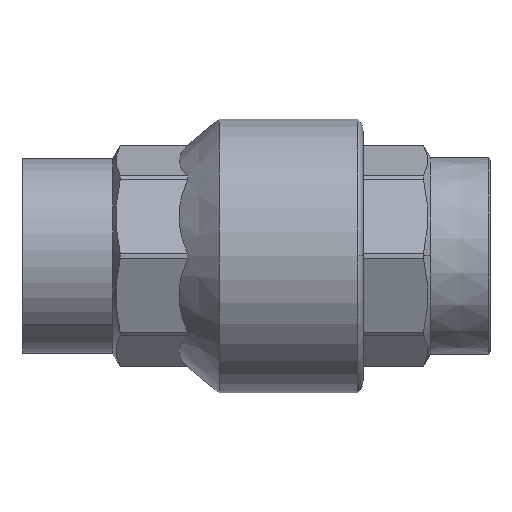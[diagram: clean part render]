
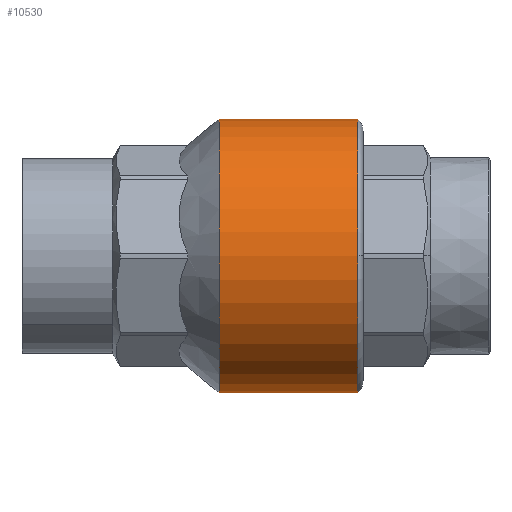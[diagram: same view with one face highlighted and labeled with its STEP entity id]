
A CAD part, top view. The second image highlights one B-rep face of the part: STEP entity #10530.
In plain terms, the highlighted cylindrical face has radius 17.25 mm (diameter 34.5 mm), a partial arc.
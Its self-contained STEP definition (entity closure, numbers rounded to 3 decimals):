
#3010=CARTESIAN_POINT('',(-18.662,17.25,0.)
);
#3020=VERTEX_POINT('',#3010);
#3050=CARTESIAN_POINT('',(-18.662,0.,
0.));
#3060=DIRECTION('',(1.,0.,0.));
#3070=DIRECTION('',(0.,-1.,0.));
#3080=AXIS2_PLACEMENT_3D('',#3050,#3060,#3070);
#3090=CIRCLE('',#3080,17.25);
#3100=CARTESIAN_POINT('',(-18.662,-17.25,0.));
#3110=VERTEX_POINT('',#3100);
#3120=EDGE_CURVE('',#3020,#3110,#3090,.T.);
#10180=CARTESIAN_POINT('',(-9.712,0.,0.));
#10190=DIRECTION('',(1.,0.,0.));
#10200=DIRECTION('',(0.,-1.,0.));
#10210=AXIS2_PLACEMENT_3D('',#10180,#10190,#10200);
#10220=CYLINDRICAL_SURFACE('',#10210,17.25);
#10230=CARTESIAN_POINT('',(-9.712,17.25,0.));
#10240=DIRECTION('',(1.,0.,0.));
#10250=VECTOR('',#10240,1.);
#10260=LINE('',#10230,#10250);
#10270=CARTESIAN_POINT('',(-1.177,17.25,0.
));
#10280=VERTEX_POINT('',#10270);
#10290=EDGE_CURVE('',#3020,#10280,#10260,.T.);
#10300=ORIENTED_EDGE('',*,*,#10290,.F.);
#10310=CARTESIAN_POINT('',(-1.177,0.,0.));
#10320=DIRECTION('',(1.,0.,0.));
#10330=DIRECTION('',(0.,0.,-1.));
#10340=AXIS2_PLACEMENT_3D('',#10310,#10320,#10330);
#10350=CIRCLE('',#10340,17.25);
#10360=CARTESIAN_POINT('',(-1.177,0.,17.25)
);
#10370=VERTEX_POINT('',#10360);
#10380=EDGE_CURVE('',#10280,#10370,#10350,.T.);
#10390=ORIENTED_EDGE('',*,*,#10380,.F.);
#10400=CARTESIAN_POINT('',(-1.177,-17.25,0.));
#10410=VERTEX_POINT('',#10400);
#10420=EDGE_CURVE('',#10370,#10410,#10350,.T.);
#10430=ORIENTED_EDGE('',*,*,#10420,.F.);
#10440=CARTESIAN_POINT('',(-9.712,-17.25,0.));
#10450=DIRECTION('',(1.,0.,0.));
#10460=VECTOR('',#10450,1.);
#10470=LINE('',#10440,#10460);
#10480=EDGE_CURVE('',#3110,#10410,#10470,.T.);
#10490=ORIENTED_EDGE('',*,*,#10480,.T.);
#10500=ORIENTED_EDGE('',*,*,#3120,.T.);
#10510=EDGE_LOOP('',(#10500,#10490,#10430,#10390,#10300));
#10520=FACE_OUTER_BOUND('',#10510,.T.);
#10530=ADVANCED_FACE('',(#10520),#10220,.T.);
